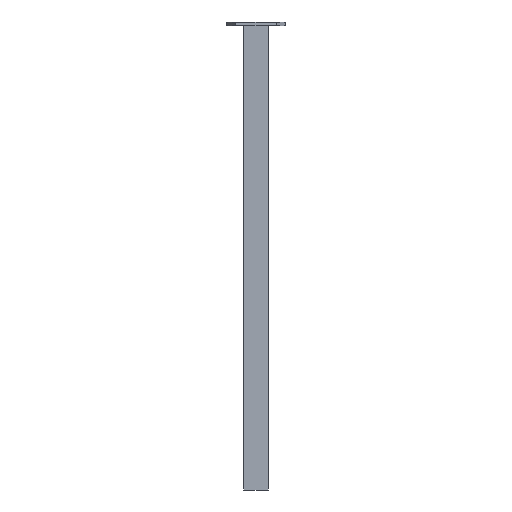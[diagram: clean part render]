
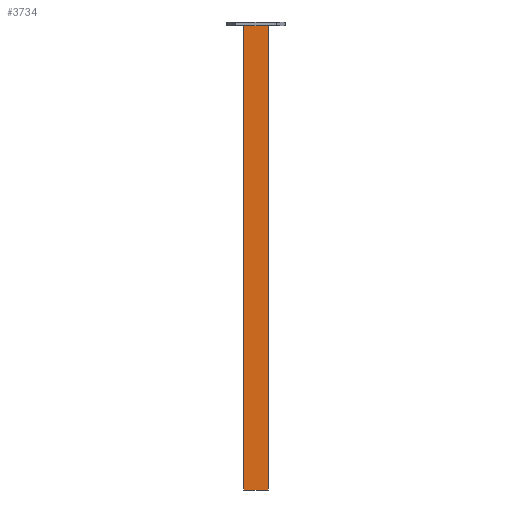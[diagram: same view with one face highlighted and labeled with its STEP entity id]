
A CAD part, front view. The second image highlights one B-rep face of the part: STEP entity #3734.
In plain terms, the highlighted planar face has unit normal (0, -1, 0).
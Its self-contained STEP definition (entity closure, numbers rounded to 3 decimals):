
#133 = VERTEX_POINT ( 'NONE', #2710 ) ;
#137 = VERTEX_POINT ( 'NONE', #2714 ) ;
#294 = VERTEX_POINT ( 'NONE', #2863 ) ;
#300 = VERTEX_POINT ( 'NONE', #2869 ) ;
#354 = ORIENTED_EDGE ( 'NONE', *, *, #2361, .F. ) ;
#426 = LINE ( 'NONE', #3001, #429 ) ;
#429 = VECTOR ( 'NONE', #3002, 1000. ) ;
#752 = LINE ( 'NONE', #1818, #755 ) ;
#755 = VECTOR ( 'NONE', #1819, 1000. ) ;
#756 = LINE ( 'NONE', #1821, #759 ) ;
#758 = LINE ( 'NONE', #1823, #761 ) ;
#759 = VECTOR ( 'NONE', #1822, 1000. ) ;
#761 = VECTOR ( 'NONE', #1824, 1000. ) ;
#952 = FACE_OUTER_BOUND ( 'NONE', #3529, .T. ) ;
#1616 = AXIS2_PLACEMENT_3D ( 'NONE', #2058, #2067, #2068 ) ;
#1818 = CARTESIAN_POINT ( 'NONE',  ( -21., -40., 796. ) ) ;
#1819 = DIRECTION ( 'NONE',  ( 0., 0., -1. ) ) ;
#1821 = CARTESIAN_POINT ( 'NONE',  ( 21., -40., 0. ) ) ;
#1822 = DIRECTION ( 'NONE',  ( 1., 0., 0. ) ) ;
#1823 = CARTESIAN_POINT ( 'NONE',  ( 21., -40., 796. ) ) ;
#1824 = DIRECTION ( 'NONE',  ( 1., 0., 0. ) ) ;
#2058 = CARTESIAN_POINT ( 'NONE',  ( 21., -40., 796. ) ) ;
#2065 = PLANE ( 'NONE',  #1616 ) ;
#2067 = DIRECTION ( 'NONE',  ( 0., 1., 0. ) ) ;
#2068 = DIRECTION ( 'NONE',  ( -1., 0., 0. ) ) ;
#2361 = EDGE_CURVE ( 'NONE', #133, #137, #426, .T. ) ;
#2574 = EDGE_CURVE ( 'NONE', #300, #294, #752, .T. ) ;
#2576 = EDGE_CURVE ( 'NONE', #294, #137, #756, .T. ) ;
#2577 = EDGE_CURVE ( 'NONE', #300, #133, #758, .T. ) ;
#2710 = CARTESIAN_POINT ( 'NONE',  ( 21., -40., 796. ) ) ;
#2714 = CARTESIAN_POINT ( 'NONE',  ( 21., -40., 0. ) ) ;
#2863 = CARTESIAN_POINT ( 'NONE',  ( -21., -40., 0. ) ) ;
#2869 = CARTESIAN_POINT ( 'NONE',  ( -21., -40., 796. ) ) ;
#3001 = CARTESIAN_POINT ( 'NONE',  ( 21., -40., 796. ) ) ;
#3002 = DIRECTION ( 'NONE',  ( 0., 0., -1. ) ) ;
#3463 = ORIENTED_EDGE ( 'NONE', *, *, #2576, .T. ) ;
#3529 = EDGE_LOOP ( 'NONE', ( #3463, #354, #3637, #3649 ) ) ;
#3637 = ORIENTED_EDGE ( 'NONE', *, *, #2577, .F. ) ;
#3649 = ORIENTED_EDGE ( 'NONE', *, *, #2574, .T. ) ;
#3734 = ADVANCED_FACE ( 'NONE', ( #952 ), #2065, .F. ) ;
